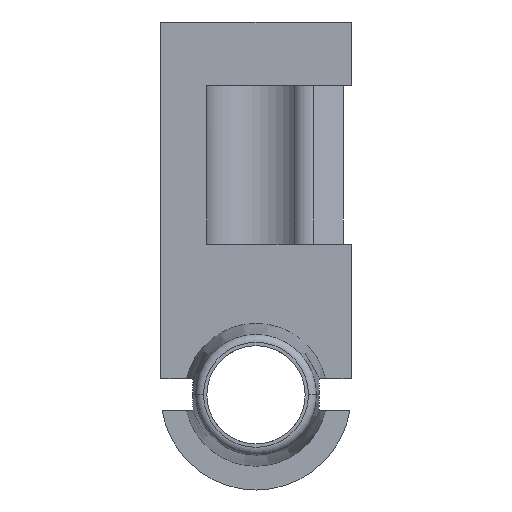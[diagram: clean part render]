
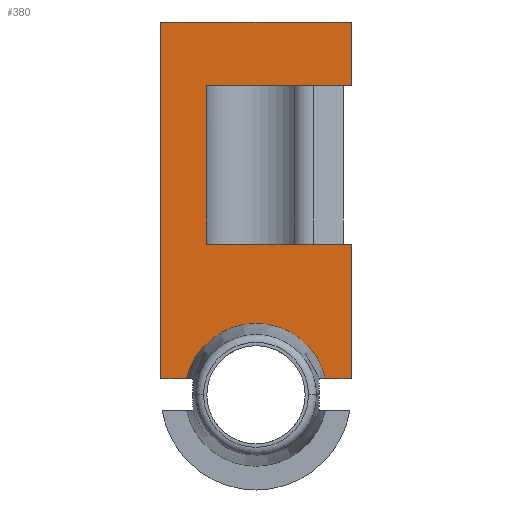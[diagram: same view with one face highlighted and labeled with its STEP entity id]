
A CAD part, front view. The second image highlights one B-rep face of the part: STEP entity #380.
In plain terms, the highlighted planar face has unit normal (0, -1, 0).
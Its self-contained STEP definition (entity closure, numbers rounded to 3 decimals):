
#286 = VERTEX_POINT ( 'NONE', #1127 ) ;
#288 = EDGE_CURVE ( 'NONE', #286, #358, #1126, .T. ) ;
#344 = EDGE_LOOP ( 'NONE', ( #381, #397, #400, #403, #385, #388, #391, #394, #396, #427 ) ) ;
#358 = VERTEX_POINT ( 'NONE', #1278 ) ;
#376 = EDGE_CURVE ( 'NONE', #384, #286, #1304, .T. ) ;
#380 = ADVANCED_FACE ( 'NONE', ( #1296 ), #1359, .T. ) ;
#381 = ORIENTED_EDGE ( 'NONE', *, *, #382, .F. ) ;
#382 = EDGE_CURVE ( 'NONE', #383, #384, #1345, .T. ) ;
#383 = VERTEX_POINT ( 'NONE', #1341 ) ;
#384 = VERTEX_POINT ( 'NONE', #1340 ) ;
#385 = ORIENTED_EDGE ( 'NONE', *, *, #386, .T. ) ;
#386 = EDGE_CURVE ( 'NONE', #405, #387, #1339, .T. ) ;
#387 = VERTEX_POINT ( 'NONE', #1335 ) ;
#388 = ORIENTED_EDGE ( 'NONE', *, *, #389, .T. ) ;
#389 = EDGE_CURVE ( 'NONE', #387, #390, #1334, .T. ) ;
#390 = VERTEX_POINT ( 'NONE', #1330 ) ;
#391 = ORIENTED_EDGE ( 'NONE', *, *, #392, .F. ) ;
#392 = EDGE_CURVE ( 'NONE', #393, #390, #1329, .T. ) ;
#393 = VERTEX_POINT ( 'NONE', #1387 ) ;
#394 = ORIENTED_EDGE ( 'NONE', *, *, #395, .F. ) ;
#395 = EDGE_CURVE ( 'NONE', #358, #393, #1386, .T. ) ;
#396 = ORIENTED_EDGE ( 'NONE', *, *, #288, .F. ) ;
#397 = ORIENTED_EDGE ( 'NONE', *, *, #398, .T. ) ;
#398 = EDGE_CURVE ( 'NONE', #383, #399, #1382, .T. ) ;
#399 = VERTEX_POINT ( 'NONE', #1378 ) ;
#400 = ORIENTED_EDGE ( 'NONE', *, *, #401, .F. ) ;
#401 = EDGE_CURVE ( 'NONE', #402, #399, #1377, .T. ) ;
#402 = VERTEX_POINT ( 'NONE', #1373 ) ;
#403 = ORIENTED_EDGE ( 'NONE', *, *, #404, .T. ) ;
#404 = EDGE_CURVE ( 'NONE', #402, #405, #1372, .T. ) ;
#405 = VERTEX_POINT ( 'NONE', #1368 ) ;
#427 = ORIENTED_EDGE ( 'NONE', *, *, #376, .F. ) ;
#1123 = DIRECTION ( 'NONE',  ( -1., 0., 0. ) ) ;
#1124 = VECTOR ( 'NONE', #1123, 1000. ) ;
#1125 = CARTESIAN_POINT ( 'NONE',  ( -6., -5., -22.5 ) ) ;
#1126 = LINE ( 'NONE', #1125, #1124 ) ;
#1127 = CARTESIAN_POINT ( 'NONE',  ( -3.614, -5., -22.5 ) ) ;
#1278 = CARTESIAN_POINT ( 'NONE',  ( -6., -5., -22.5 ) ) ;
#1296 = FACE_OUTER_BOUND ( 'NONE', #344, .T. ) ;
#1298 = AXIS2_PLACEMENT_3D ( 'NONE', #1348, #1347, #1346 ) ;
#1300 = DIRECTION ( 'NONE',  ( 0., 0., -1. ) ) ;
#1301 = DIRECTION ( 'NONE',  ( 0., -1., 0. ) ) ;
#1302 = CARTESIAN_POINT ( 'NONE',  ( 0., -5., -23.5 ) ) ;
#1303 = AXIS2_PLACEMENT_3D ( 'NONE', #1302, #1301, #1300 ) ;
#1304 = CIRCLE ( 'NONE', #1303, 3.75 ) ;
#1327 = VECTOR ( 'NONE', #1388, 1000. ) ;
#1328 = CARTESIAN_POINT ( 'NONE',  ( -6., -5., 0. ) ) ;
#1329 = LINE ( 'NONE', #1328, #1327 ) ;
#1330 = CARTESIAN_POINT ( 'NONE',  ( 6., -5., 0. ) ) ;
#1331 = DIRECTION ( 'NONE',  ( 0., 0., 1. ) ) ;
#1332 = VECTOR ( 'NONE', #1331, 1000. ) ;
#1333 = CARTESIAN_POINT ( 'NONE',  ( 6., -5., -29.5 ) ) ;
#1334 = LINE ( 'NONE', #1333, #1332 ) ;
#1335 = CARTESIAN_POINT ( 'NONE',  ( 6., -5., -4. ) ) ;
#1336 = DIRECTION ( 'NONE',  ( 1., 0., 0. ) ) ;
#1337 = VECTOR ( 'NONE', #1336, 1000. ) ;
#1338 = CARTESIAN_POINT ( 'NONE',  ( -13.409, -5., -4. ) ) ;
#1339 = LINE ( 'NONE', #1338, #1337 ) ;
#1340 = CARTESIAN_POINT ( 'NONE',  ( 3.614, -5., -22.5 ) ) ;
#1341 = CARTESIAN_POINT ( 'NONE',  ( 6., -5., -22.5 ) ) ;
#1342 = DIRECTION ( 'NONE',  ( -1., 0., 0. ) ) ;
#1343 = VECTOR ( 'NONE', #1342, 1000. ) ;
#1344 = CARTESIAN_POINT ( 'NONE',  ( -6., -5., -22.5 ) ) ;
#1345 = LINE ( 'NONE', #1344, #1343 ) ;
#1346 = DIRECTION ( 'NONE',  ( 0., 0., -1. ) ) ;
#1347 = DIRECTION ( 'NONE',  ( 0., -1., 0. ) ) ;
#1348 = CARTESIAN_POINT ( 'NONE',  ( -6., -5., -29.5 ) ) ;
#1359 = PLANE ( 'NONE',  #1298 ) ;
#1368 = CARTESIAN_POINT ( 'NONE',  ( -3.1, -5., -4. ) ) ;
#1369 = DIRECTION ( 'NONE',  ( 0., 0., 1. ) ) ;
#1370 = VECTOR ( 'NONE', #1369, 1000. ) ;
#1371 = CARTESIAN_POINT ( 'NONE',  ( -3.1, -5., -14. ) ) ;
#1372 = LINE ( 'NONE', #1371, #1370 ) ;
#1373 = CARTESIAN_POINT ( 'NONE',  ( -3.1, -5., -14. ) ) ;
#1374 = DIRECTION ( 'NONE',  ( 1., 0., 0. ) ) ;
#1375 = VECTOR ( 'NONE', #1374, 1000. ) ;
#1376 = CARTESIAN_POINT ( 'NONE',  ( -13.409, -5., -14. ) ) ;
#1377 = LINE ( 'NONE', #1376, #1375 ) ;
#1378 = CARTESIAN_POINT ( 'NONE',  ( 6., -5., -14. ) ) ;
#1379 = DIRECTION ( 'NONE',  ( 0., 0., 1. ) ) ;
#1380 = VECTOR ( 'NONE', #1379, 1000. ) ;
#1381 = CARTESIAN_POINT ( 'NONE',  ( 6., -5., -29.5 ) ) ;
#1382 = LINE ( 'NONE', #1381, #1380 ) ;
#1383 = DIRECTION ( 'NONE',  ( 0., 0., 1. ) ) ;
#1384 = VECTOR ( 'NONE', #1383, 1000. ) ;
#1385 = CARTESIAN_POINT ( 'NONE',  ( -6., -5., -29.5 ) ) ;
#1386 = LINE ( 'NONE', #1385, #1384 ) ;
#1387 = CARTESIAN_POINT ( 'NONE',  ( -6., -5., 0. ) ) ;
#1388 = DIRECTION ( 'NONE',  ( 1., 0., 0. ) ) ;
